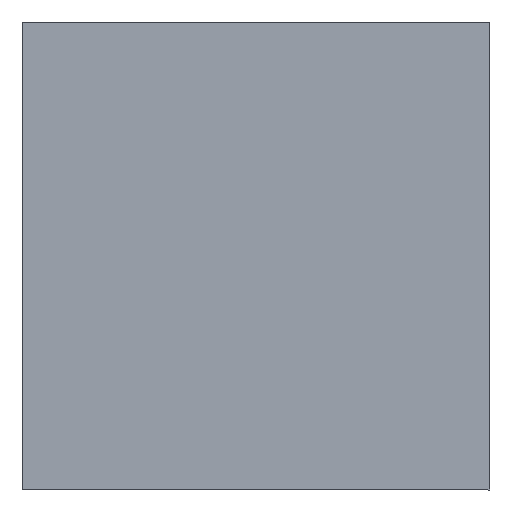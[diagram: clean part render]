
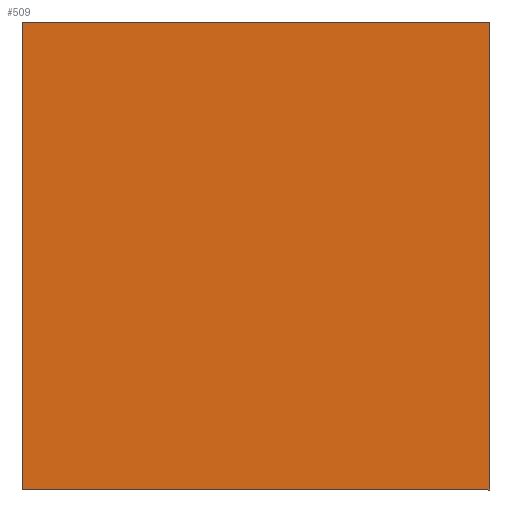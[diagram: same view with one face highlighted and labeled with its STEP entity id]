
A CAD part, front view. The second image highlights one B-rep face of the part: STEP entity #509.
In plain terms, the highlighted planar face has unit normal (0, -1, 0).
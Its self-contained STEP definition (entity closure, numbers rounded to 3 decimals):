
#41=FACE_OUTER_BOUND('',#69,.T.);
#69=EDGE_LOOP('',(#380,#381,#382,#383));
#108=LINE('',#771,#176);
#113=LINE('',#780,#181);
#115=LINE('',#783,#183);
#117=LINE('',#786,#185);
#176=VECTOR('',#625,0.45);
#181=VECTOR('',#634,0.45);
#183=VECTOR('',#638,0.45);
#185=VECTOR('',#642,0.45);
#240=VERTEX_POINT('',#768);
#241=VERTEX_POINT('',#770);
#242=VERTEX_POINT('',#777);
#243=VERTEX_POINT('',#779);
#288=EDGE_CURVE('',#241,#240,#108,.T.);
#293=EDGE_CURVE('',#243,#242,#113,.T.);
#295=EDGE_CURVE('',#240,#243,#115,.T.);
#297=EDGE_CURVE('',#242,#241,#117,.T.);
#380=ORIENTED_EDGE('',*,*,#297,.T.);
#381=ORIENTED_EDGE('',*,*,#288,.T.);
#382=ORIENTED_EDGE('',*,*,#295,.T.);
#383=ORIENTED_EDGE('',*,*,#293,.T.);
#481=PLANE('',#564);
#509=ADVANCED_FACE('',(#41),#481,.F.);
#564=AXIS2_PLACEMENT_3D('',#785,#640,#641);
#625=DIRECTION('',(1.,0.,0.));
#634=DIRECTION('',(-1.,0.,0.));
#638=DIRECTION('',(0.,0.,1.));
#640=DIRECTION('center_axis',(0.,1.,0.));
#641=DIRECTION('ref_axis',(0.,0.,1.));
#642=DIRECTION('',(0.,0.,-1.));
#768=CARTESIAN_POINT('',(400.,1272.06,382.));
#770=CARTESIAN_POINT('',(382.,1272.06,382.));
#771=CARTESIAN_POINT('',(391.,1272.06,382.));
#777=CARTESIAN_POINT('',(382.,1272.06,400.));
#779=CARTESIAN_POINT('',(400.,1272.06,400.));
#780=CARTESIAN_POINT('',(391.,1272.06,400.));
#783=CARTESIAN_POINT('',(400.,1272.06,391.));
#785=CARTESIAN_POINT('Origin',(391.,1272.06,391.));
#786=CARTESIAN_POINT('',(382.,1272.06,391.));
